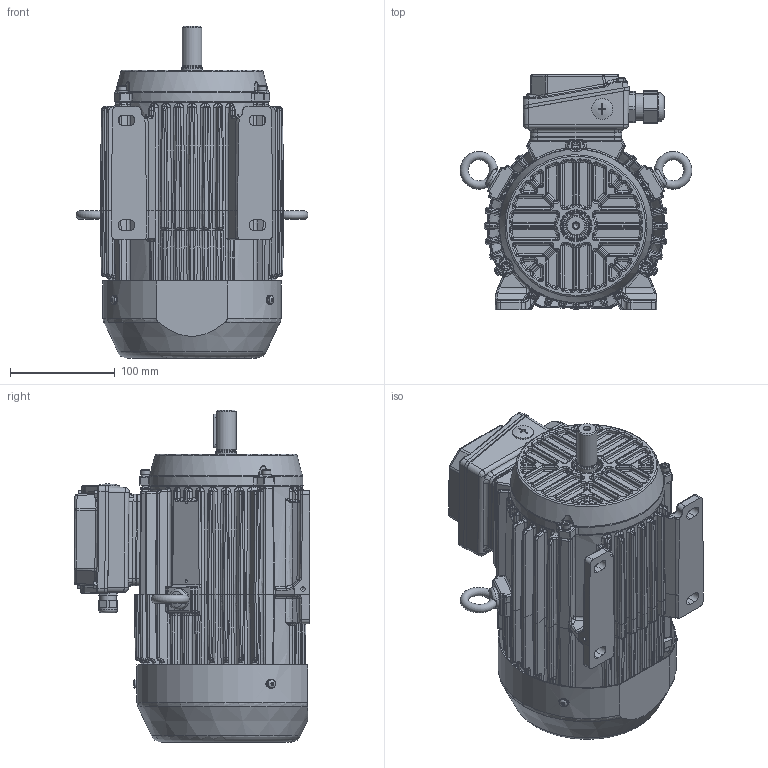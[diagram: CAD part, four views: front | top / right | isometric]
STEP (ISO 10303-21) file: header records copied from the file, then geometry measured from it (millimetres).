
FILE_DESCRIPTION(/* description */ (''),/* implementation_level */ '2;1');
FILE_NAME(/* name */ '6521666xx.stp',/* time_stamp */ '2020-12-07T14:06:28+03:00',/* author */ (''),/* organization */ (''),/* preprocessor_version */ 'ST-DEVELOPER v16',/* originating_system */ 'SIEMENS PLM Software NX 11.0',/* authorisation */ '');
FILE_SCHEMA (('AUTOMOTIVE_DESIGN { 1 0 10303 214 3 1 1 1 }'));
Length unit declared in the file: millimetre
Products named in the file (1): C901B65877A5yhnl
Bounding box: 221.29 x 224.98 x 316.76 mm (x, y, z)
Surface area: 420369.9 mm2 (no closed solid volume)
Topology: 0 solids, 76 shells, 3005 faces, 8620 edges, 5467 vertices
Faces by surface type: bspline 906, cylinder 854, plane 806, torus 214, cone 134, sphere 85, extrusion 6
Full cylindrical faces by diameter (mm): 2.5 x2, 4 x1, 4.2 x2, 5 x4, 6.4 x1, 6.5 x1, 8 x3, 8.5 x5, 8.65 x3, 10 x3, 16 x1, 17.2 x2, 18 x1, 18.4 x1, 19 x1, 20 x4, 25.25 x2, 27.7 x2, 27.8 x1, 28 x1, 34 x1, 35.5 x1
Entity records: 121739 total; most frequent: CARTESIAN_POINT 49202, ORIENTED_EDGE 14404, DIRECTION 14265, EDGE_CURVE 8371, AXIS2_PLACEMENT_3D 5671, VERTEX_POINT 5432, EDGE_LOOP 3313, ADVANCED_FACE 3005
